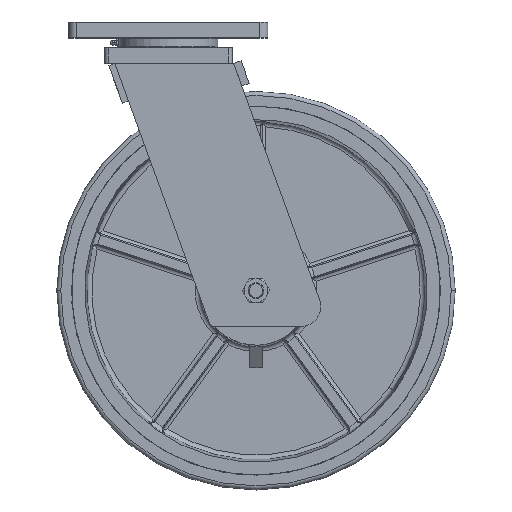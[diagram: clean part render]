
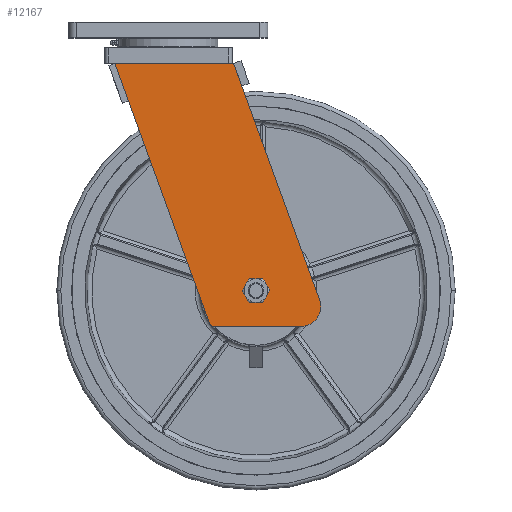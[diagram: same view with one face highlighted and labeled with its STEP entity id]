
A CAD part, top view. The second image highlights one B-rep face of the part: STEP entity #12167.
In plain terms, the highlighted planar face has unit normal (0, 0, 1).
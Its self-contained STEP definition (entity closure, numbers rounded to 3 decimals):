
#952 = LINE ( 'NONE', #47802, #33080 ) ;
#1611 = DIRECTION ( 'NONE',  ( 0.342, -0.94, 0. ) ) ;
#2208 = VERTEX_POINT ( 'NONE', #45701 ) ;
#2779 = CARTESIAN_POINT ( 'NONE',  ( 166.231, -357., 72.5 ) ) ;
#2817 = DIRECTION ( 'NONE',  ( 0., 0., 1. ) ) ;
#3254 = CARTESIAN_POINT ( 'NONE',  ( 166.231, -382., 72.5 ) ) ;
#3315 = CARTESIAN_POINT ( 'NONE',  ( 189.724, -348.449, 72.5 ) ) ;
#3594 = DIRECTION ( 'NONE',  ( -1., 0., 0. ) ) ;
#3706 = ORIENTED_EDGE ( 'NONE', *, *, #22361, .F. ) ;
#4090 = EDGE_CURVE ( 'NONE', #15018, #2208, #9237, .T. ) ;
#4331 = DIRECTION ( 'NONE',  ( 0.819, -0.574, 0. ) ) ;
#4471 = DIRECTION ( 'NONE',  ( -0.574, -0.819, 0. ) ) ;
#5130 = AXIS2_PLACEMENT_3D ( 'NONE', #28765, #24643, #4471 ) ;
#5284 = ORIENTED_EDGE ( 'NONE', *, *, #46105, .F. ) ;
#5441 = CIRCLE ( 'NONE', #48350, 25. ) ;
#6468 = DIRECTION ( 'NONE',  ( 0., 0., -1. ) ) ;
#6676 = CARTESIAN_POINT ( 'NONE',  ( 186.71, -371.339, 72.5 ) ) ;
#6753 = ORIENTED_EDGE ( 'NONE', *, *, #15779, .T. ) ;
#7602 = CIRCLE ( 'NONE', #5130, 5. ) ;
#7755 = ORIENTED_EDGE ( 'NONE', *, *, #22630, .F. ) ;
#9237 = CIRCLE ( 'NONE', #13374, 5. ) ;
#10068 = PLANE ( 'NONE',  #36460 ) ;
#10137 = LINE ( 'NONE', #14278, #42937 ) ;
#11561 = VECTOR ( 'NONE', #1611, 1000. ) ;
#11740 = VERTEX_POINT ( 'NONE', #6676 ) ;
#12167 = ADVANCED_FACE ( 'NONE', ( #32644, #13698 ), #10068, .F. ) ;
#12495 = DIRECTION ( 'NONE',  ( 0.342, -0.94, 0. ) ) ;
#12932 = VERTEX_POINT ( 'NONE', #21582 ) ;
#13374 = AXIS2_PLACEMENT_3D ( 'NONE', #21849, #44889, #32747 ) ;
#13428 = ORIENTED_EDGE ( 'NONE', *, *, #4090, .F. ) ;
#13698 = FACE_OUTER_BOUND ( 'NONE', #49818, .T. ) ;
#14278 = CARTESIAN_POINT ( 'NONE',  ( 201.935, -382., 72.5 ) ) ;
#14996 = VERTEX_POINT ( 'NONE', #27341 ) ;
#15018 = VERTEX_POINT ( 'NONE', #23185 ) ;
#15558 = CARTESIAN_POINT ( 'NONE',  ( 81.825, -52., 72.5 ) ) ;
#15779 = EDGE_CURVE ( 'NONE', #34618, #12932, #23595, .T. ) ;
#17032 = ORIENTED_EDGE ( 'NONE', *, *, #26819, .F. ) ;
#17607 = CIRCLE ( 'NONE', #18417, 10.25 ) ;
#18095 = CARTESIAN_POINT ( 'NONE',  ( 81.78, -52.045, 72.5 ) ) ;
#18417 = AXIS2_PLACEMENT_3D ( 'NONE', #23255, #39035, #3594 ) ;
#21419 = EDGE_CURVE ( 'NONE', #43873, #11740, #24650, .T. ) ;
#21582 = CARTESIAN_POINT ( 'NONE',  ( 51.753, -378.71, 72.5 ) ) ;
#21826 = VERTEX_POINT ( 'NONE', #3254 ) ;
#21849 = CARTESIAN_POINT ( 'NONE',  ( 56.451, -377., 72.5 ) ) ;
#22361 = EDGE_CURVE ( 'NONE', #46962, #43873, #25193, .T. ) ;
#22630 = EDGE_CURVE ( 'NONE', #21826, #15018, #10137, .T. ) ;
#23185 = CARTESIAN_POINT ( 'NONE',  ( 56.451, -382., 72.5 ) ) ;
#23255 = CARTESIAN_POINT ( 'NONE',  ( 110., -337., 72.5 ) ) ;
#23595 = LINE ( 'NONE', #36018, #32195 ) ;
#24643 = DIRECTION ( 'NONE',  ( 0., 0., -1. ) ) ;
#24650 = CIRCLE ( 'NONE', #44453, 25. ) ;
#25193 = LINE ( 'NONE', #37099, #11561 ) ;
#25326 = CARTESIAN_POINT ( 'NONE',  ( -67.16, -52., 72.5 ) ) ;
#26819 = EDGE_CURVE ( 'NONE', #45387, #14996, #26967, .T. ) ;
#26895 = DIRECTION ( 'NONE',  ( -1., 0., 0. ) ) ;
#26967 = CIRCLE ( 'NONE', #43451, 10.25 ) ;
#27341 = CARTESIAN_POINT ( 'NONE',  ( 120.25, -337., 72.5 ) ) ;
#28765 = CARTESIAN_POINT ( 'NONE',  ( 56.451, -377., 72.5 ) ) ;
#29102 = ORIENTED_EDGE ( 'NONE', *, *, #29539, .F. ) ;
#29539 = EDGE_CURVE ( 'NONE', #2208, #12932, #7602, .T. ) ;
#29979 = CARTESIAN_POINT ( 'NONE',  ( 110., -337., 72.5 ) ) ;
#30207 = DIRECTION ( 'NONE',  ( 0., 1., 0. ) ) ;
#32195 = VECTOR ( 'NONE', #12495, 1000. ) ;
#32557 = ORIENTED_EDGE ( 'NONE', *, *, #21419, .F. ) ;
#32644 = FACE_BOUND ( 'NONE', #37124, .T. ) ;
#32747 = DIRECTION ( 'NONE',  ( -0.574, -0.819, 0. ) ) ;
#33080 = VECTOR ( 'NONE', #39813, 1000. ) ;
#34420 = DIRECTION ( 'NONE',  ( 0., 0., -1. ) ) ;
#34618 = VERTEX_POINT ( 'NONE', #25326 ) ;
#34772 = EDGE_CURVE ( 'NONE', #11740, #21826, #5441, .T. ) ;
#35786 = CARTESIAN_POINT ( 'NONE',  ( 99.75, -337., 72.5 ) ) ;
#36018 = CARTESIAN_POINT ( 'NONE',  ( -67.16, -52., 72.5 ) ) ;
#36460 = AXIS2_PLACEMENT_3D ( 'NONE', #18095, #49643, #30207 ) ;
#37099 = CARTESIAN_POINT ( 'NONE',  ( 81.825, -52., 72.5 ) ) ;
#37124 = EDGE_LOOP ( 'NONE', ( #17032, #5284 ) ) ;
#37224 = DIRECTION ( 'NONE',  ( 0.819, -0.574, 0. ) ) ;
#38066 = DIRECTION ( 'NONE',  ( -1., 0., 0. ) ) ;
#39035 = DIRECTION ( 'NONE',  ( 0., 0., 1. ) ) ;
#39813 = DIRECTION ( 'NONE',  ( -1., 0., 0. ) ) ;
#40463 = EDGE_CURVE ( 'NONE', #46962, #34618, #952, .T. ) ;
#42554 = ORIENTED_EDGE ( 'NONE', *, *, #34772, .F. ) ;
#42937 = VECTOR ( 'NONE', #38066, 1000. ) ;
#43445 = ORIENTED_EDGE ( 'NONE', *, *, #40463, .T. ) ;
#43451 = AXIS2_PLACEMENT_3D ( 'NONE', #29979, #2817, #26895 ) ;
#43873 = VERTEX_POINT ( 'NONE', #3315 ) ;
#44453 = AXIS2_PLACEMENT_3D ( 'NONE', #50701, #34420, #4331 ) ;
#44889 = DIRECTION ( 'NONE',  ( 0., 0., -1. ) ) ;
#45387 = VERTEX_POINT ( 'NONE', #35786 ) ;
#45701 = CARTESIAN_POINT ( 'NONE',  ( 53.583, -381.096, 72.5 ) ) ;
#46105 = EDGE_CURVE ( 'NONE', #14996, #45387, #17607, .T. ) ;
#46962 = VERTEX_POINT ( 'NONE', #15558 ) ;
#47802 = CARTESIAN_POINT ( 'NONE',  ( 81.825, -52., 72.5 ) ) ;
#48350 = AXIS2_PLACEMENT_3D ( 'NONE', #2779, #6468, #37224 ) ;
#49643 = DIRECTION ( 'NONE',  ( 0., 0., -1. ) ) ;
#49818 = EDGE_LOOP ( 'NONE', ( #13428, #7755, #42554, #32557, #3706, #43445, #6753, #29102 ) ) ;
#50701 = CARTESIAN_POINT ( 'NONE',  ( 166.231, -357., 72.5 ) ) ;
